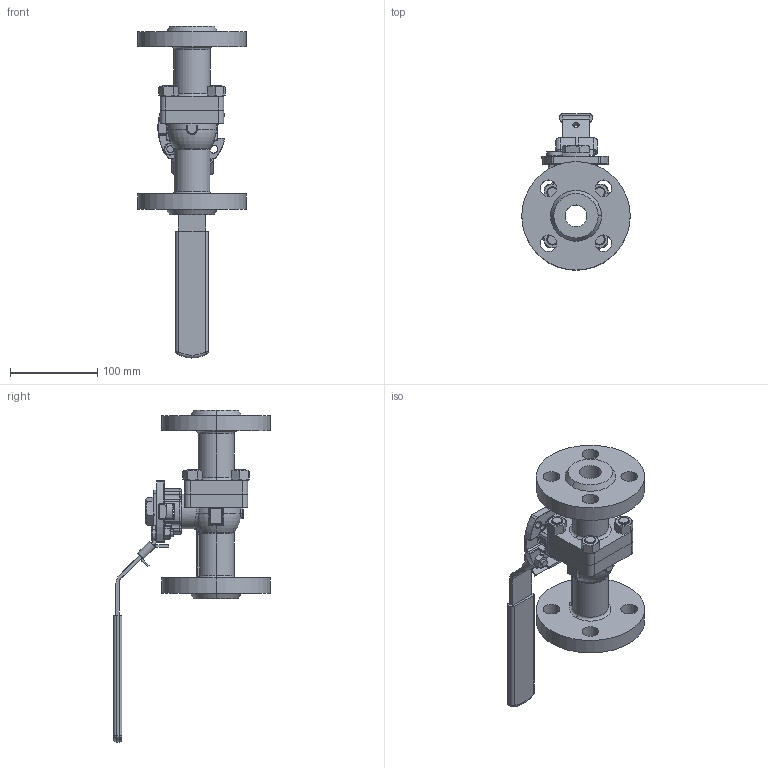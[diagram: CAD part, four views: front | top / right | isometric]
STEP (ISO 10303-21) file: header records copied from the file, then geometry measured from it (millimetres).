
FILE_DESCRIPTION (( 'STEP AP214' ), '1' );
FILE_NAME ('FD9-F6-0100-CXX.step', '2019-11-11T14:24:24', ( '' ), ( '' ), 'SwSTEP 2.0', 'SolidWorks 2019', '' );
FILE_SCHEMA (( 'AUTOMOTIVE_DESIGN' ));
Length unit declared in the file: inch
Products named in the file (2): FD9-F6-0100-CXX
Bounding box: 123.95 x 179.13 x 379.59 mm (x, y, z)
Surface area: 176690.8 mm2 (no closed solid volume)
Topology: 0 solids, 19 shells, 586 faces, 1554 edges, 959 vertices
Faces by surface type: cylinder 204, plane 161, torus 97, cone 72, bspline 44, sphere 8
Entity records: 29009 total; most frequent: CARTESIAN_POINT 7173, DIRECTION 3109, ORIENTED_EDGE 2787, EDGE_CURVE 1541, AXIS2_PLACEMENT_3D 1295, VERTEX_POINT 959, CIRCLE 751, EDGE_LOOP 654
